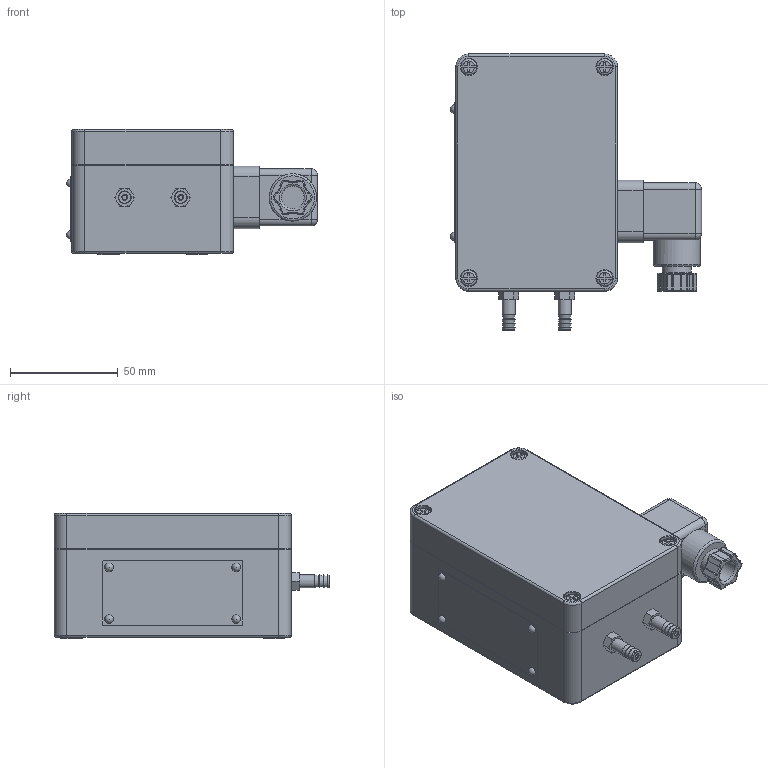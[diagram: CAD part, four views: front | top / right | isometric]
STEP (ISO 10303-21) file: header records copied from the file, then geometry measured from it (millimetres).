
FILE_DESCRIPTION(/* description */ ('','CAx-IF Rec.Pracs.---Representation and Presentation of Product Manufacturing Information (PMI)---3.8---2014-02-18'),/* implementation_level */ '2;1');
FILE_NAME(/* name */ 'N-JB.stp',/* time_stamp */ '2017-10-10T15:48:53+02:00',/* author */ ('FTAK'),/* organization */ (''),/* preprocessor_version */ 'ST-DEVELOPER v16.5',/* originating_system */ 'Autodesk Inventor 2017',/* authorisation */ '');
FILE_SCHEMA (('AP242_MANAGED_MODEL_BASED_3D_ENGINEERING_MIM_LF { 1 0 10303 442 1 1 4 }'));
Length unit declared in the file: millimetre
Products named in the file (1): N-JB
Bounding box: 116.5 x 128 x 58 mm (x, y, z)
Volume: 504602.5 mm3; surface area: 71781.7 mm2
Topology: 10 solids, 10 shells, 475 faces, 1119 edges, 676 vertices
Faces by surface type: plane 185, cylinder 142, torus 68, cone 38, bspline 22, sphere 20
Full cylindrical faces by diameter (mm): 2 x2, 5 x4, 6 x2, 7 x1, 7.5 x8, 10.5 x1, 13.5 x1, 22 x1
Entity records: 13805 total; most frequent: CARTESIAN_POINT 3282, DIRECTION 2255, ORIENTED_EDGE 2072, EDGE_CURVE 1036, AXIS2_PLACEMENT_3D 888, VERTEX_POINT 653, EDGE_LOOP 567, LINE 479
